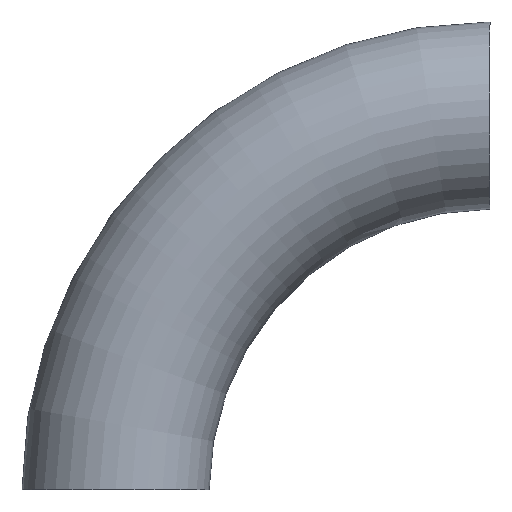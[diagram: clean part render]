
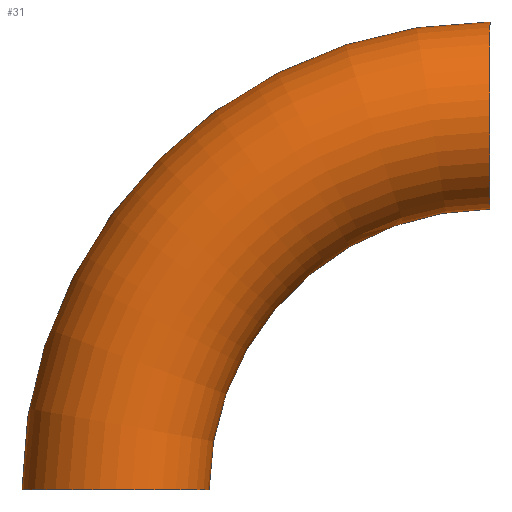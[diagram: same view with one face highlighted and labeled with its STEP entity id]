
A CAD part, left-side view. The second image highlights one B-rep face of the part: STEP entity #31.
In plain terms, the highlighted toroidal (fillet/blend) face has major radius 1.6 mm and minor radius 0.4 mm.
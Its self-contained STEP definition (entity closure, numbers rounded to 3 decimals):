
#2 = VERTEX_POINT ( 'NONE', #126 ) ;
#3 = CARTESIAN_POINT ( 'NONE',  ( 0., 0.4, -1.6 ) ) ;
#13 = AXIS2_PLACEMENT_3D ( 'NONE', #159, #43, #28 ) ;
#20 = EDGE_LOOP ( 'NONE', ( #117, #42, #131, #160 ) ) ;
#21 = CIRCLE ( 'NONE', #96, 0.4 ) ;
#23 = DIRECTION ( 'NONE',  ( -1., 0., 0. ) ) ;
#25 = CARTESIAN_POINT ( 'NONE',  ( 0., -1.6, -1.6 ) ) ;
#28 = DIRECTION ( 'NONE',  ( 0., 0., 1. ) ) ;
#29 = DIRECTION ( 'NONE',  ( 0., 0., -1. ) ) ;
#30 = EDGE_CURVE ( 'NONE', #127, #2, #51, .T. ) ;
#31 = ADVANCED_FACE ( 'NONE', ( #146 ), #39, .T. ) ;
#35 = DIRECTION ( 'NONE',  ( 0., 0., 1. ) ) ;
#36 = DIRECTION ( 'NONE',  ( 0., 1., 0. ) ) ;
#39 = TOROIDAL_SURFACE ( 'NONE', #70, 1.6, 0.4 ) ;
#42 = ORIENTED_EDGE ( 'NONE', *, *, #74, .T. ) ;
#43 = DIRECTION ( 'NONE',  ( -1., 0., 0. ) ) ;
#50 = EDGE_CURVE ( 'NONE', #127, #98, #52, .T. ) ;
#51 = CIRCLE ( 'NONE', #107, 0.4 ) ;
#52 = CIRCLE ( 'NONE', #63, 1.2 ) ;
#60 = CIRCLE ( 'NONE', #13, 2. ) ;
#63 = AXIS2_PLACEMENT_3D ( 'NONE', #25, #103, #141 ) ;
#70 = AXIS2_PLACEMENT_3D ( 'NONE', #87, #111, #35 ) ;
#74 = EDGE_CURVE ( 'NONE', #2, #156, #60, .T. ) ;
#75 = EDGE_CURVE ( 'NONE', #98, #156, #21, .T. ) ;
#76 = CARTESIAN_POINT ( 'NONE',  ( 0., -1.6, -0.4 ) ) ;
#77 = DIRECTION ( 'NONE',  ( -1., 0., 0. ) ) ;
#87 = CARTESIAN_POINT ( 'NONE',  ( 0., -1.6, -1.6 ) ) ;
#96 = AXIS2_PLACEMENT_3D ( 'NONE', #121, #29, #77 ) ;
#98 = VERTEX_POINT ( 'NONE', #162 ) ;
#100 = CARTESIAN_POINT ( 'NONE',  ( 0., -1.6, 0. ) ) ;
#103 = DIRECTION ( 'NONE',  ( -1., 0., 0. ) ) ;
#107 = AXIS2_PLACEMENT_3D ( 'NONE', #100, #36, #23 ) ;
#111 = DIRECTION ( 'NONE',  ( -1., 0., 0. ) ) ;
#117 = ORIENTED_EDGE ( 'NONE', *, *, #30, .T. ) ;
#121 = CARTESIAN_POINT ( 'NONE',  ( 0., 0., -1.6 ) ) ;
#126 = CARTESIAN_POINT ( 'NONE',  ( 0., -1.6, 0.4 ) ) ;
#127 = VERTEX_POINT ( 'NONE', #76 ) ;
#131 = ORIENTED_EDGE ( 'NONE', *, *, #75, .F. ) ;
#141 = DIRECTION ( 'NONE',  ( 0., 0., 1. ) ) ;
#146 = FACE_OUTER_BOUND ( 'NONE', #20, .T. ) ;
#156 = VERTEX_POINT ( 'NONE', #3 ) ;
#159 = CARTESIAN_POINT ( 'NONE',  ( 0., -1.6, -1.6 ) ) ;
#160 = ORIENTED_EDGE ( 'NONE', *, *, #50, .F. ) ;
#162 = CARTESIAN_POINT ( 'NONE',  ( 0., -0.4, -1.6 ) ) ;
